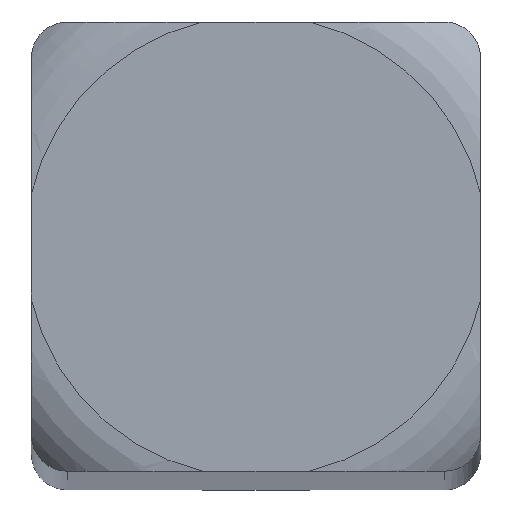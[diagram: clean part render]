
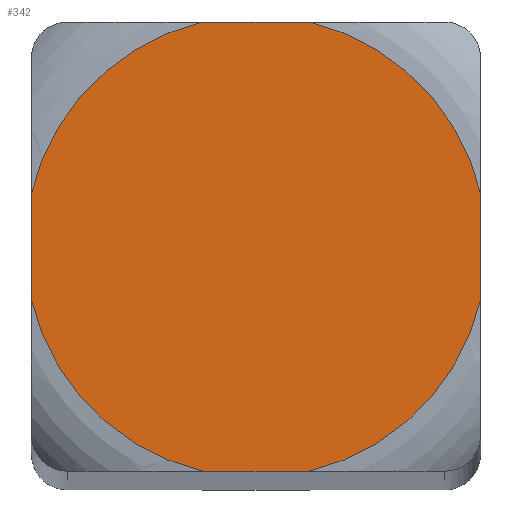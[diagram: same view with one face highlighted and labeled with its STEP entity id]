
A CAD part, top view. The second image highlights one B-rep face of the part: STEP entity #342.
In plain terms, the highlighted planar face has unit normal (0, 0, 1).
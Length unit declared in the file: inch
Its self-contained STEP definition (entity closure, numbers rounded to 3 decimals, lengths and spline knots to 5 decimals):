
#27 = DIRECTION ( 'NONE',  ( -1., 0., 0. ) ) ;
#47 = DIRECTION ( 'NONE',  ( 0., 0., -1. ) ) ;
#48 = CARTESIAN_POINT ( 'NONE',  ( -0.0625, 0.0625, 1.5 ) ) ;
#51 = FACE_OUTER_BOUND ( 'NONE', #344, .T. ) ;
#52 = AXIS2_PLACEMENT_3D ( 'NONE', #48, #47, #27 ) ;
#140 = PLANE ( 'NONE',  #52 ) ;
#197 = VERTEX_POINT ( 'NONE', #481 ) ;
#202 = VERTEX_POINT ( 'NONE', #479 ) ;
#203 = EDGE_CURVE ( 'NONE', #197, #202, #400, .T. ) ;
#222 = EDGE_CURVE ( 'NONE', #228, #223, #432, .T. ) ;
#223 = VERTEX_POINT ( 'NONE', #422 ) ;
#228 = VERTEX_POINT ( 'NONE', #391 ) ;
#243 = VERTEX_POINT ( 'NONE', #697 ) ;
#258 = EDGE_CURVE ( 'NONE', #262, #243, #750, .T. ) ;
#262 = VERTEX_POINT ( 'NONE', #736 ) ;
#313 = VERTEX_POINT ( 'NONE', #666 ) ;
#314 = VERTEX_POINT ( 'NONE', #665 ) ;
#315 = EDGE_CURVE ( 'NONE', #314, #313, #664, .T. ) ;
#325 = EDGE_CURVE ( 'NONE', #223, #197, #633, .T. ) ;
#330 = ORIENTED_EDGE ( 'NONE', *, *, #331, .T. ) ;
#331 = EDGE_CURVE ( 'NONE', #202, #314, #554, .T. ) ;
#332 = ORIENTED_EDGE ( 'NONE', *, *, #315, .T. ) ;
#333 = ORIENTED_EDGE ( 'NONE', *, *, #334, .T. ) ;
#334 = EDGE_CURVE ( 'NONE', #313, #262, #549, .T. ) ;
#337 = ORIENTED_EDGE ( 'NONE', *, *, #203, .T. ) ;
#338 = EDGE_CURVE ( 'NONE', #243, #228, #385, .T. ) ;
#339 = ORIENTED_EDGE ( 'NONE', *, *, #222, .T. ) ;
#340 = ORIENTED_EDGE ( 'NONE', *, *, #325, .T. ) ;
#341 = ORIENTED_EDGE ( 'NONE', *, *, #338, .T. ) ;
#342 = ADVANCED_FACE ( 'NONE', ( #51 ), #140, .F. ) ;
#344 = EDGE_LOOP ( 'NONE', ( #345, #341, #339, #340, #337, #330, #332, #333 ) ) ;
#345 = ORIENTED_EDGE ( 'NONE', *, *, #258, .T. ) ;
#382 = CARTESIAN_POINT ( 'NONE',  ( 0., 0., 1.5 ) ) ;
#383 = AXIS2_PLACEMENT_3D ( 'NONE', #382, #542, #541 ) ;
#385 = CIRCLE ( 'NONE', #383, 0.06425 ) ;
#391 = CARTESIAN_POINT ( 'NONE',  ( -0.01488, -0.0625, 1.5 ) ) ;
#397 = DIRECTION ( 'NONE',  ( 0., 1., 0. ) ) ;
#398 = VECTOR ( 'NONE', #397, 39.37008 ) ;
#399 = CARTESIAN_POINT ( 'NONE',  ( 0.0625, -0.0625, 1.5 ) ) ;
#400 = LINE ( 'NONE', #399, #398 ) ;
#422 = CARTESIAN_POINT ( 'NONE',  ( 0.01488, -0.0625, 1.5 ) ) ;
#423 = DIRECTION ( 'NONE',  ( 1., 0., 0. ) ) ;
#424 = VECTOR ( 'NONE', #423, 39.37008 ) ;
#431 = CARTESIAN_POINT ( 'NONE',  ( -0.0625, -0.0625, 1.5 ) ) ;
#432 = LINE ( 'NONE', #431, #424 ) ;
#479 = CARTESIAN_POINT ( 'NONE',  ( 0.0625, 0.01488, 1.5 ) ) ;
#481 = CARTESIAN_POINT ( 'NONE',  ( 0.0625, -0.01488, 1.5 ) ) ;
#541 = DIRECTION ( 'NONE',  ( 1., 0., 0. ) ) ;
#542 = DIRECTION ( 'NONE',  ( 0., 0., 1. ) ) ;
#545 = DIRECTION ( 'NONE',  ( 1., 0., 0. ) ) ;
#546 = DIRECTION ( 'NONE',  ( 0., 0., 1. ) ) ;
#547 = CARTESIAN_POINT ( 'NONE',  ( 0., 0., 1.5 ) ) ;
#548 = AXIS2_PLACEMENT_3D ( 'NONE', #547, #546, #545 ) ;
#549 = CIRCLE ( 'NONE', #548, 0.06425 ) ;
#550 = DIRECTION ( 'NONE',  ( 1., 0., 0. ) ) ;
#551 = DIRECTION ( 'NONE',  ( 0., 0., 1. ) ) ;
#552 = CARTESIAN_POINT ( 'NONE',  ( 0., 0., 1.5 ) ) ;
#553 = AXIS2_PLACEMENT_3D ( 'NONE', #552, #551, #550 ) ;
#554 = CIRCLE ( 'NONE', #553, 0.06425 ) ;
#566 = DIRECTION ( 'NONE',  ( 1., 0., 0. ) ) ;
#567 = DIRECTION ( 'NONE',  ( 0., 0., 1. ) ) ;
#568 = AXIS2_PLACEMENT_3D ( 'NONE', #637, #567, #566 ) ;
#633 = CIRCLE ( 'NONE', #568, 0.06425 ) ;
#637 = CARTESIAN_POINT ( 'NONE',  ( 0., 0., 1.5 ) ) ;
#655 = DIRECTION ( 'NONE',  ( -1., 0., 0. ) ) ;
#656 = VECTOR ( 'NONE', #655, 39.37008 ) ;
#657 = CARTESIAN_POINT ( 'NONE',  ( -0.0625, 0.0625, 1.5 ) ) ;
#664 = LINE ( 'NONE', #657, #656 ) ;
#665 = CARTESIAN_POINT ( 'NONE',  ( 0.01488, 0.0625, 1.5 ) ) ;
#666 = CARTESIAN_POINT ( 'NONE',  ( -0.01488, 0.0625, 1.5 ) ) ;
#697 = CARTESIAN_POINT ( 'NONE',  ( -0.0625, -0.01488, 1.5 ) ) ;
#736 = CARTESIAN_POINT ( 'NONE',  ( -0.0625, 0.01488, 1.5 ) ) ;
#747 = DIRECTION ( 'NONE',  ( 0., -1., 0. ) ) ;
#748 = VECTOR ( 'NONE', #747, 39.37008 ) ;
#749 = CARTESIAN_POINT ( 'NONE',  ( -0.0625, -0.0625, 1.5 ) ) ;
#750 = LINE ( 'NONE', #749, #748 ) ;
